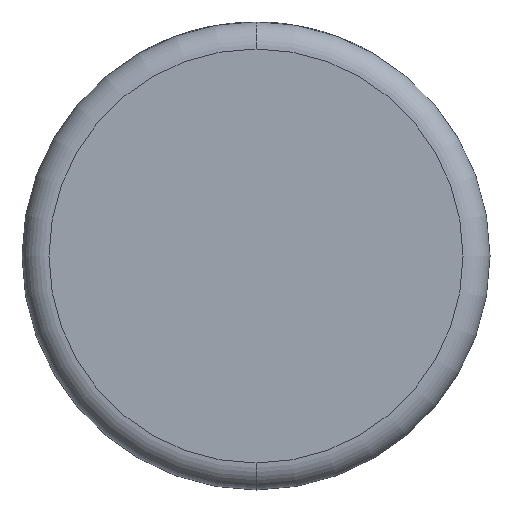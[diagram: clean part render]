
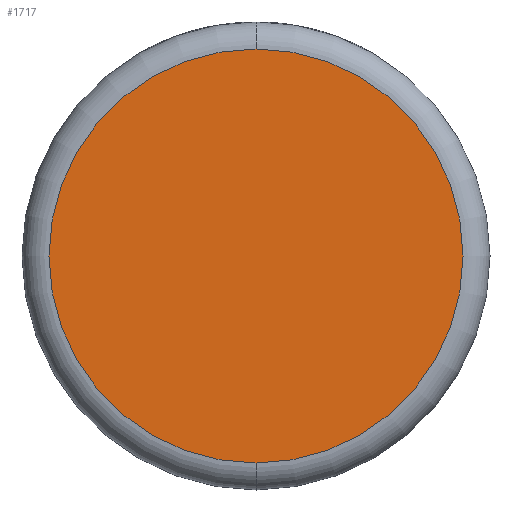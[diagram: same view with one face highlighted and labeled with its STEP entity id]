
A CAD part, front view. The second image highlights one B-rep face of the part: STEP entity #1717.
In plain terms, the highlighted planar face has unit normal (0, -1, 0).
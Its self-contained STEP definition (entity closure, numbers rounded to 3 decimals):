
#187 = VERTEX_POINT ( 'NONE', #1721 ) ;
#294 = DIRECTION ( 'NONE',  ( 0., 0., 1. ) ) ;
#308 = CARTESIAN_POINT ( 'NONE',  ( 0., 0., 0. ) ) ;
#585 = DIRECTION ( 'NONE',  ( 0., 0., 1. ) ) ;
#1087 = DIRECTION ( 'NONE',  ( 0., -1., 0. ) ) ;
#1717 = ADVANCED_FACE ( 'NONE', ( #2329 ), #1722, .F. ) ;
#1721 = CARTESIAN_POINT ( 'NONE',  ( 0., 0., -15.705 ) ) ;
#1722 = PLANE ( 'NONE',  #4691 ) ;
#1837 = DIRECTION ( 'NONE',  ( 0., 0., 1. ) ) ;
#1858 = AXIS2_PLACEMENT_3D ( 'NONE', #2578, #1087, #1837 ) ;
#2329 = FACE_OUTER_BOUND ( 'NONE', #2372, .T. ) ;
#2372 = EDGE_LOOP ( 'NONE', ( #3601, #3675 ) ) ;
#2404 = CARTESIAN_POINT ( 'NONE',  ( 0., 0., 0. ) ) ;
#2578 = CARTESIAN_POINT ( 'NONE',  ( 0., 0., 0. ) ) ;
#2901 = VERTEX_POINT ( 'NONE', #4223 ) ;
#2950 = AXIS2_PLACEMENT_3D ( 'NONE', #308, #4727, #294 ) ;
#3004 = EDGE_CURVE ( 'NONE', #2901, #187, #4742, .T. ) ;
#3601 = ORIENTED_EDGE ( 'NONE', *, *, #3004, .T. ) ;
#3675 = ORIENTED_EDGE ( 'NONE', *, *, #4474, .T. ) ;
#4223 = CARTESIAN_POINT ( 'NONE',  ( 0., 0., 15.705 ) ) ;
#4445 = CIRCLE ( 'NONE', #2950, 15.705 ) ;
#4474 = EDGE_CURVE ( 'NONE', #187, #2901, #4445, .T. ) ;
#4691 = AXIS2_PLACEMENT_3D ( 'NONE', #2404, #4703, #585 ) ;
#4703 = DIRECTION ( 'NONE',  ( 0., 1., 0. ) ) ;
#4727 = DIRECTION ( 'NONE',  ( 0., -1., 0. ) ) ;
#4742 = CIRCLE ( 'NONE', #1858, 15.705 ) ;
